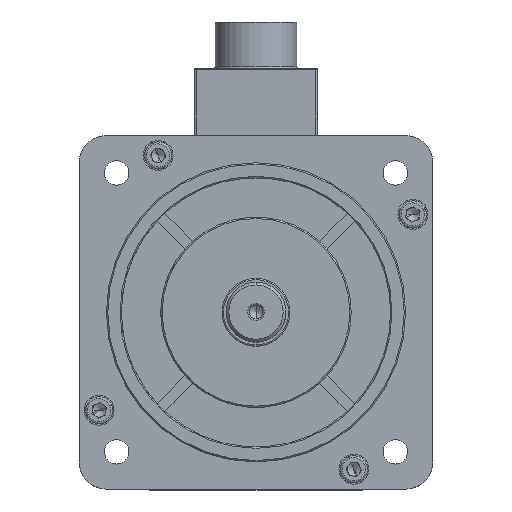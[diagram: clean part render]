
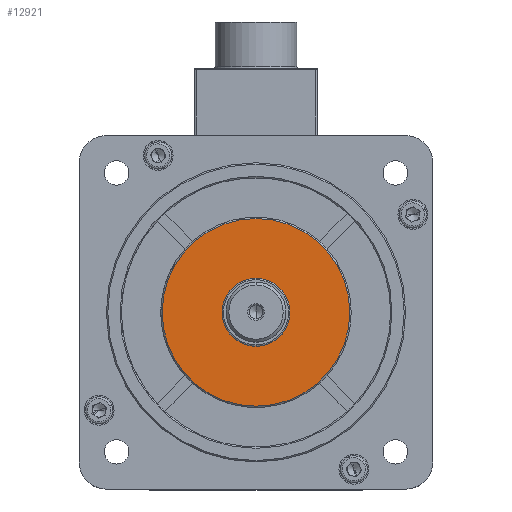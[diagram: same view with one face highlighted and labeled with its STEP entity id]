
A CAD part, top view. The second image highlights one B-rep face of the part: STEP entity #12921.
In plain terms, the highlighted planar face has unit normal (0, 0, 1).
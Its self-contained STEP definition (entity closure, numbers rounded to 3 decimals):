
#1509 = CIRCLE ( 'NONE', #6882, 34.5 ) ;
#1942 = ORIENTED_EDGE ( 'NONE', *, *, #11910, .T. ) ;
#2118 = DIRECTION ( 'NONE',  ( 0., 0., 1. ) ) ;
#2163 = CARTESIAN_POINT ( 'NONE',  ( 0., 0., 19. ) ) ;
#4354 = DIRECTION ( 'NONE',  ( 1., 0., 0. ) ) ;
#6720 = VERTEX_POINT ( 'NONE', #16987 ) ;
#6882 = AXIS2_PLACEMENT_3D ( 'NONE', #2163, #27381, #4354 ) ;
#8908 = AXIS2_PLACEMENT_3D ( 'NONE', #26458, #11318, #31986 ) ;
#11318 = DIRECTION ( 'NONE',  ( 0., 0., 1. ) ) ;
#11910 = EDGE_CURVE ( 'NONE', #6720, #27122, #31371, .T. ) ;
#11998 = CARTESIAN_POINT ( 'NONE',  ( 0., 0., 19. ) ) ;
#12577 = AXIS2_PLACEMENT_3D ( 'NONE', #11998, #2118, #17229 ) ;
#12921 = ADVANCED_FACE ( 'NONE', ( #26974 ), #16178, .T. ) ;
#14719 = EDGE_CURVE ( 'NONE', #27122, #6720, #1509, .T. ) ;
#15859 = CARTESIAN_POINT ( 'NONE',  ( -34.5, 0., 19. ) ) ;
#16178 = PLANE ( 'NONE',  #8908 ) ;
#16987 = CARTESIAN_POINT ( 'NONE',  ( 34.5, 0., 19. ) ) ;
#17229 = DIRECTION ( 'NONE',  ( 1., 0., 0. ) ) ;
#22816 = EDGE_LOOP ( 'NONE', ( #26784, #1942 ) ) ;
#26458 = CARTESIAN_POINT ( 'NONE',  ( 0., 0., 19. ) ) ;
#26784 = ORIENTED_EDGE ( 'NONE', *, *, #14719, .T. ) ;
#26974 = FACE_OUTER_BOUND ( 'NONE', #22816, .T. ) ;
#27122 = VERTEX_POINT ( 'NONE', #15859 ) ;
#27381 = DIRECTION ( 'NONE',  ( 0., 0., 1. ) ) ;
#31371 = CIRCLE ( 'NONE', #12577, 34.5 ) ;
#31986 = DIRECTION ( 'NONE',  ( 1., 0., 0. ) ) ;
